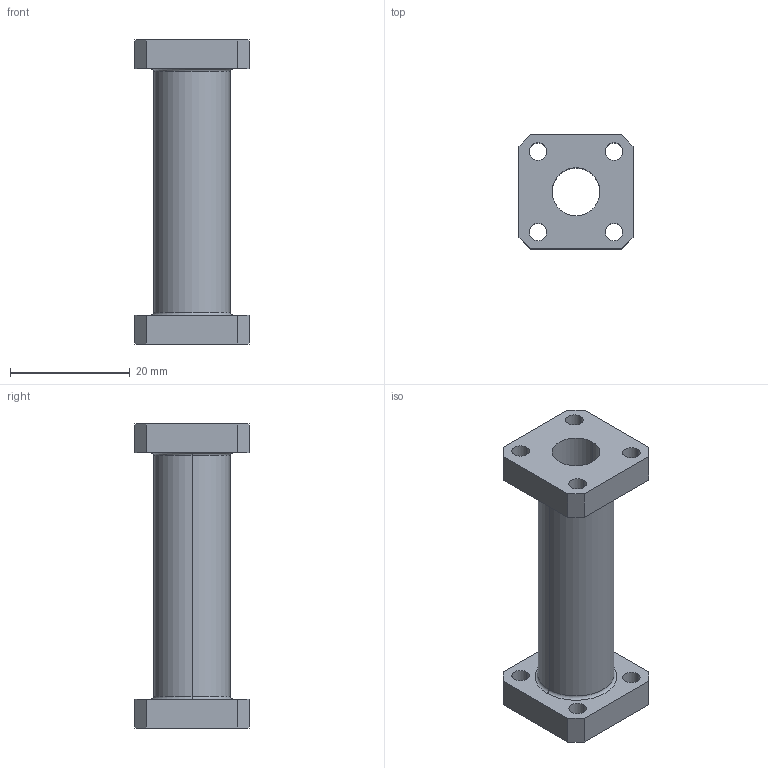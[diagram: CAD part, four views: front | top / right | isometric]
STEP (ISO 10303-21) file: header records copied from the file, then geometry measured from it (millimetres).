
FILE_DESCRIPTION (( 'STEP AP214' ), '1' );
FILE_NAME ('PEWPL0005 ¦ FMWPL0005.step', '2022-03-03T17:14:48', ( '' ), ( '' ), 'SwSTEP 2.0', 'SolidWorks 2021', '' );
FILE_SCHEMA (( 'AUTOMOTIVE_DESIGN' ));
Length unit declared in the file: inch
Products named in the file (1): PEWPL0005 ｦ FMWPL0005
Bounding box: 19.05 x 19.05 x 50.8 mm (x, y, z)
Volume: 5832.3 mm3; surface area: 4910.8 mm2
Topology: 1 solids, 1 shells, 44 faces, 116 edges, 76 vertices
Faces by surface type: cylinder 20, plane 20, torus 4
Entity records: 1452 total; most frequent: DIRECTION 254, CARTESIAN_POINT 237, ORIENTED_EDGE 232, EDGE_CURVE 116, AXIS2_PLACEMENT_3D 93, VERTEX_POINT 76, VECTOR 68, LINE 68
